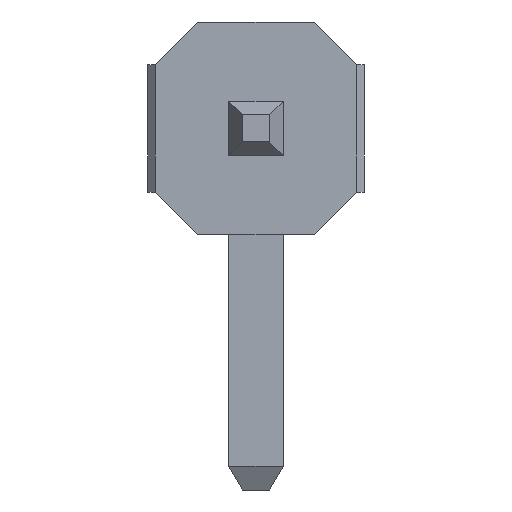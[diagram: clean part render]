
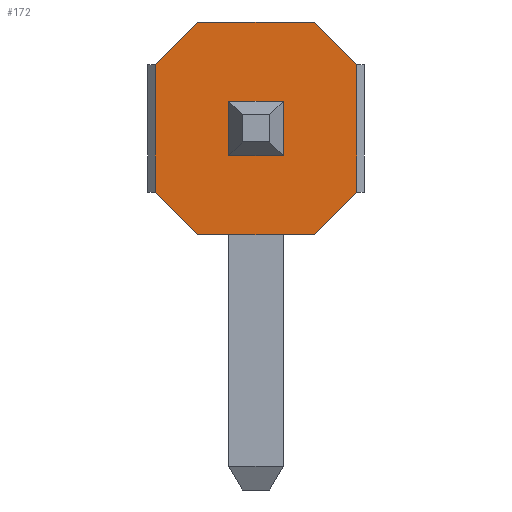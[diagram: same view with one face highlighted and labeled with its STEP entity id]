
A CAD part, front view. The second image highlights one B-rep face of the part: STEP entity #172.
In plain terms, the highlighted planar face has unit normal (0, -1, 0).
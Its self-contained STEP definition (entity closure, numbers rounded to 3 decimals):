
#172=ADVANCED_FACE('',(#532),#534,.F.);
#532=FACE_BOUND('',#533,.T.);
#533=EDGE_LOOP('',(#812,#813,#814,#815,#816,#817,#818,#819));
#534=PLANE('',#535);
#535=AXIS2_PLACEMENT_3D('',#536,#537,#538);
#536=CARTESIAN_POINT('',(0.,-4.03,0.));
#537=DIRECTION('',(-0.,1.,0.));
#538=DIRECTION('',(1.,0.,0.));
#812=ORIENTED_EDGE('',*,*,#988,.T.);
#813=ORIENTED_EDGE('',*,*,#989,.F.);
#814=ORIENTED_EDGE('',*,*,#990,.F.);
#815=ORIENTED_EDGE('',*,*,#991,.F.);
#816=ORIENTED_EDGE('',*,*,#992,.T.);
#817=ORIENTED_EDGE('',*,*,#993,.F.);
#818=ORIENTED_EDGE('',*,*,#994,.F.);
#819=ORIENTED_EDGE('',*,*,#995,.F.);
#988=EDGE_CURVE('',#1076,#1077,#1078,.T.);
#989=EDGE_CURVE('',#1079,#1077,#1080,.T.);
#990=EDGE_CURVE('',#1081,#1079,#1082,.T.);
#991=EDGE_CURVE('',#1083,#1081,#1084,.T.);
#992=EDGE_CURVE('',#1083,#1085,#1086,.T.);
#993=EDGE_CURVE('',#1087,#1085,#1088,.T.);
#994=EDGE_CURVE('',#1089,#1087,#1090,.T.);
#995=EDGE_CURVE('',#1076,#1089,#1091,.T.);
#1076=VERTEX_POINT('',#1216);
#1077=VERTEX_POINT('',#1217);
#1078=LINE('',#1218,#1219);
#1079=VERTEX_POINT('',#1221);
#1080=LINE('',#1222,#1223);
#1081=VERTEX_POINT('',#1225);
#1082=LINE('',#1226,#1227);
#1083=VERTEX_POINT('',#1229);
#1084=LINE('',#1230,#1231);
#1085=VERTEX_POINT('',#1233);
#1086=LINE('',#1234,#1235);
#1087=VERTEX_POINT('',#1237);
#1088=LINE('',#1238,#1239);
#1089=VERTEX_POINT('',#1241);
#1090=LINE('',#1242,#1243);
#1091=LINE('',#1245,#1246);
#1216=CARTESIAN_POINT('',(-1.185,-4.03,2.));
#1217=CARTESIAN_POINT('',(-1.185,-4.03,0.5));
#1218=CARTESIAN_POINT('',(-1.185,-4.03,2.));
#1219=VECTOR('',#1220,1.);
#1220=DIRECTION('',(0.,0.,-1.));
#1221=CARTESIAN_POINT('',(-0.685,-4.03,0.));
#1222=CARTESIAN_POINT('',(-0.685,-4.03,0.));
#1223=VECTOR('',#1224,1.);
#1224=DIRECTION('',(-0.707,0.,0.707));
#1225=CARTESIAN_POINT('',(0.685,-4.03,0.));
#1226=CARTESIAN_POINT('',(0.685,-4.03,0.));
#1227=VECTOR('',#1228,1.);
#1228=DIRECTION('',(-1.,0.,0.));
#1229=CARTESIAN_POINT('',(1.185,-4.03,0.5));
#1230=CARTESIAN_POINT('',(1.185,-4.03,0.5));
#1231=VECTOR('',#1232,1.);
#1232=DIRECTION('',(-0.707,0.,-0.707));
#1233=CARTESIAN_POINT('',(1.185,-4.03,2.));
#1234=CARTESIAN_POINT('',(1.185,-4.03,0.5));
#1235=VECTOR('',#1236,1.);
#1236=DIRECTION('',(0.,0.,1.));
#1237=CARTESIAN_POINT('',(0.685,-4.03,2.5));
#1238=CARTESIAN_POINT('',(0.685,-4.03,2.5));
#1239=VECTOR('',#1240,1.);
#1240=DIRECTION('',(0.707,0.,-0.707));
#1241=CARTESIAN_POINT('',(-0.685,-4.03,2.5));
#1242=CARTESIAN_POINT('',(-0.685,-4.03,2.5));
#1243=VECTOR('',#1244,1.);
#1244=DIRECTION('',(1.,0.,0.));
#1245=CARTESIAN_POINT('',(-1.185,-4.03,2.));
#1246=VECTOR('',#1247,1.);
#1247=DIRECTION('',(0.707,0.,0.707));
